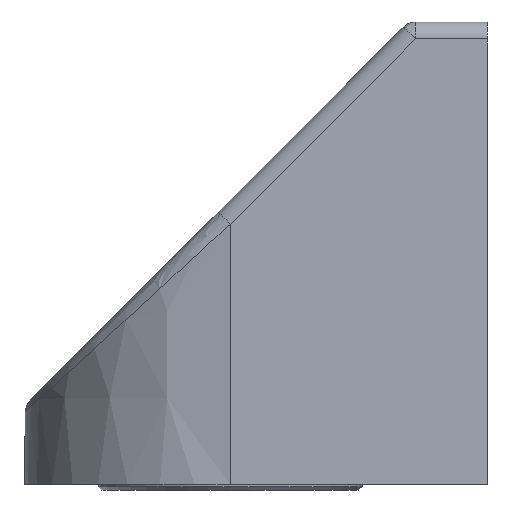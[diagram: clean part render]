
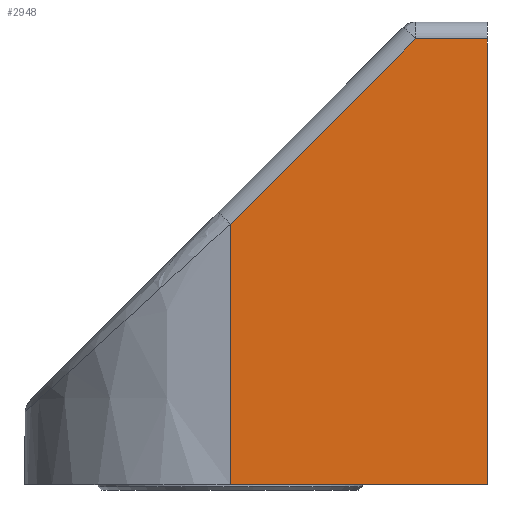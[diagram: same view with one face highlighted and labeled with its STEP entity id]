
A CAD part, front view. The second image highlights one B-rep face of the part: STEP entity #2948.
In plain terms, the highlighted planar face has unit normal (0, -1, 0.009).
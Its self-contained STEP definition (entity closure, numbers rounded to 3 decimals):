
#51 = DIRECTION ( 'NONE',  ( 0., 0.009, 1. ) ) ;
#103 = CARTESIAN_POINT ( 'NONE',  ( 15., -11.773, 26.009 ) ) ;
#170 = VERTEX_POINT ( 'NONE', #453 ) ;
#303 = EDGE_CURVE ( 'NONE', #1423, #170, #638, .T. ) ;
#322 = VECTOR ( 'NONE', #2396, 1000. ) ;
#406 = CARTESIAN_POINT ( 'NONE',  ( 10.798, -11.773, 26.009 ) ) ;
#432 = LINE ( 'NONE', #2401, #322 ) ;
#453 = CARTESIAN_POINT ( 'NONE',  ( 15., -12., 0. ) ) ;
#459 = CARTESIAN_POINT ( 'NONE',  ( 0., -12., 0. ) ) ;
#479 = EDGE_CURVE ( 'NONE', #1441, #1012, #432, .T. ) ;
#638 = LINE ( 'NONE', #3003, #650 ) ;
#650 = VECTOR ( 'NONE', #3004, 1000. ) ;
#938 = CARTESIAN_POINT ( 'NONE',  ( 0., -11.867, 15.211 ) ) ;
#1012 = VERTEX_POINT ( 'NONE', #938 ) ;
#1049 = CARTESIAN_POINT ( 'NONE',  ( 15., -12., 0. ) ) ;
#1129 = LINE ( 'NONE', #1370, #1147 ) ;
#1147 = VECTOR ( 'NONE', #1431, 1000. ) ;
#1151 = ORIENTED_EDGE ( 'NONE', *, *, #2996, .T. ) ;
#1279 = ORIENTED_EDGE ( 'NONE', *, *, #1664, .T. ) ;
#1334 = FACE_OUTER_BOUND ( 'NONE', #2204, .T. ) ;
#1370 = CARTESIAN_POINT ( 'NONE',  ( 0., -12., 0. ) ) ;
#1423 = VERTEX_POINT ( 'NONE', #459 ) ;
#1431 = DIRECTION ( 'NONE',  ( 0., -0.009, -1. ) ) ;
#1441 = VERTEX_POINT ( 'NONE', #406 ) ;
#1477 = DIRECTION ( 'NONE',  ( 0., -0.009, -1. ) ) ;
#1480 = DIRECTION ( 'NONE',  ( 0., -1., 0.009 ) ) ;
#1481 = CARTESIAN_POINT ( 'NONE',  ( 15., -12., 0. ) ) ;
#1497 = PLANE ( 'NONE',  #2400 ) ;
#1507 = CARTESIAN_POINT ( 'NONE',  ( 15., -11.773, 26.009 ) ) ;
#1664 = EDGE_CURVE ( 'NONE', #2961, #1441, #2867, .T. ) ;
#1746 = ORIENTED_EDGE ( 'NONE', *, *, #303, .T. ) ;
#1842 = EDGE_CURVE ( 'NONE', #170, #2961, #2521, .T. ) ;
#1938 = ORIENTED_EDGE ( 'NONE', *, *, #479, .T. ) ;
#2159 = ORIENTED_EDGE ( 'NONE', *, *, #1842, .T. ) ;
#2204 = EDGE_LOOP ( 'NONE', ( #1151, #1746, #2159, #1279, #1938 ) ) ;
#2396 = DIRECTION ( 'NONE',  ( -0.707, -0.006, -0.707 ) ) ;
#2400 = AXIS2_PLACEMENT_3D ( 'NONE', #1481, #1480, #1477 ) ;
#2401 = CARTESIAN_POINT ( 'NONE',  ( 10.798, -11.773, 26.009 ) ) ;
#2429 = DIRECTION ( 'NONE',  ( -1., 0., 0. ) ) ;
#2515 = VECTOR ( 'NONE', #51, 1000. ) ;
#2521 = LINE ( 'NONE', #1049, #2515 ) ;
#2867 = LINE ( 'NONE', #103, #2879 ) ;
#2879 = VECTOR ( 'NONE', #2429, 1000. ) ;
#2948 = ADVANCED_FACE ( 'NONE', ( #1334 ), #1497, .T. ) ;
#2961 = VERTEX_POINT ( 'NONE', #1507 ) ;
#2996 = EDGE_CURVE ( 'NONE', #1012, #1423, #1129, .T. ) ;
#3003 = CARTESIAN_POINT ( 'NONE',  ( 15., -12., 0. ) ) ;
#3004 = DIRECTION ( 'NONE',  ( 1., 0., 0. ) ) ;
